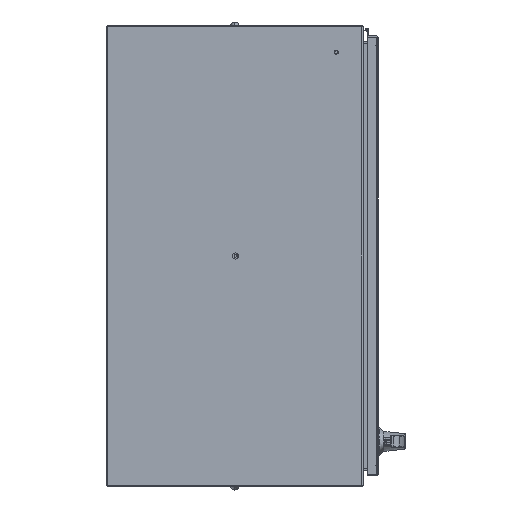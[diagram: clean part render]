
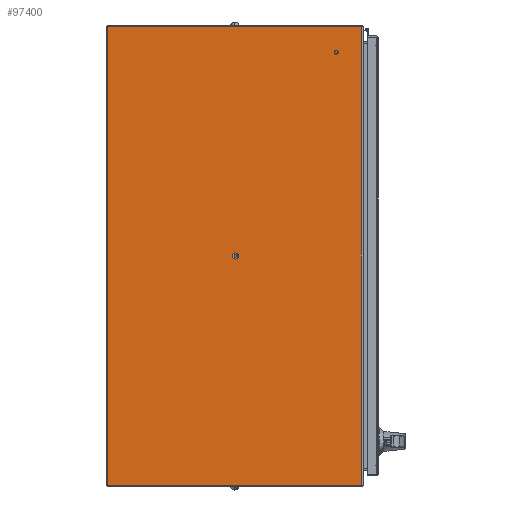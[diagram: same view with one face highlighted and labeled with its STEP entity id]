
A CAD part, front view. The second image highlights one B-rep face of the part: STEP entity #97400.
In plain terms, the highlighted face is planar.
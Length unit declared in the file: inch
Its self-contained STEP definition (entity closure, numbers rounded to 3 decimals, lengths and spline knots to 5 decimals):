
#1887 = LINE ( 'NONE', #64875, #5938 ) ;
#3764 = DIRECTION ( 'NONE',  ( 1., 0., 0. ) ) ;
#5938 = VECTOR ( 'NONE', #3764, 39.37008 ) ;
#6468 = FACE_OUTER_BOUND ( 'NONE', #87786, .T. ) ;
#8164 = DIRECTION ( 'NONE',  ( 1., 0., 0. ) ) ;
#9302 = CARTESIAN_POINT ( 'NONE',  ( 17.935, -9.857, 0. ) ) ;
#11909 = ORIENTED_EDGE ( 'NONE', *, *, #42781, .F. ) ;
#12652 = VERTEX_POINT ( 'NONE', #9302 ) ;
#28410 = CARTESIAN_POINT ( 'NONE',  ( 17.935, -10., 0. ) ) ;
#30124 = CARTESIAN_POINT ( 'NONE',  ( -17.935, 10., 0. ) ) ;
#37587 = DIRECTION ( 'NONE',  ( 0., -1., 0. ) ) ;
#37813 = EDGE_CURVE ( 'NONE', #92492, #12652, #1887, .T. ) ;
#38578 = CARTESIAN_POINT ( 'NONE',  ( -17.935, 10., 0. ) ) ;
#38868 = VECTOR ( 'NONE', #37587, 39.37008 ) ;
#40189 = VERTEX_POINT ( 'NONE', #57378 ) ;
#42781 = EDGE_CURVE ( 'NONE', #12652, #40189, #64781, .T. ) ;
#52342 = VERTEX_POINT ( 'NONE', #38578 ) ;
#57378 = CARTESIAN_POINT ( 'NONE',  ( 17.935, 10., 0. ) ) ;
#58542 = CARTESIAN_POINT ( 'NONE',  ( -17.935, -9.857, 0. ) ) ;
#58773 = EDGE_CURVE ( 'NONE', #40189, #52342, #87713, .T. ) ;
#64781 = LINE ( 'NONE', #28410, #70274 ) ;
#64875 = CARTESIAN_POINT ( 'NONE',  ( -17.935, -9.857, 0. ) ) ;
#66306 = LINE ( 'NONE', #99765, #38868 ) ;
#70162 = ORIENTED_EDGE ( 'NONE', *, *, #58773, .F. ) ;
#70274 = VECTOR ( 'NONE', #99059, 39.37008 ) ;
#71657 = ORIENTED_EDGE ( 'NONE', *, *, #37813, .F. ) ;
#77363 = PLANE ( 'NONE',  #95311 ) ;
#87700 = CARTESIAN_POINT ( 'NONE',  ( -17.935, -10., 0. ) ) ;
#87713 = LINE ( 'NONE', #30124, #101506 ) ;
#87786 = EDGE_LOOP ( 'NONE', ( #71657, #100187, #70162, #11909 ) ) ;
#88068 = DIRECTION ( 'NONE',  ( 0., 0., 1. ) ) ;
#91924 = DIRECTION ( 'NONE',  ( -1., 0., 0. ) ) ;
#92492 = VERTEX_POINT ( 'NONE', #58542 ) ;
#95311 = AXIS2_PLACEMENT_3D ( 'NONE', #87700, #88068, #8164 ) ;
#97400 = ADVANCED_FACE ( 'NONE', ( #6468 ), #77363, .F. ) ;
#99059 = DIRECTION ( 'NONE',  ( 0., 1., 0. ) ) ;
#99765 = CARTESIAN_POINT ( 'NONE',  ( -17.935, -10., 0. ) ) ;
#100187 = ORIENTED_EDGE ( 'NONE', *, *, #110641, .F. ) ;
#101506 = VECTOR ( 'NONE', #91924, 39.37008 ) ;
#110641 = EDGE_CURVE ( 'NONE', #52342, #92492, #66306, .T. ) ;
